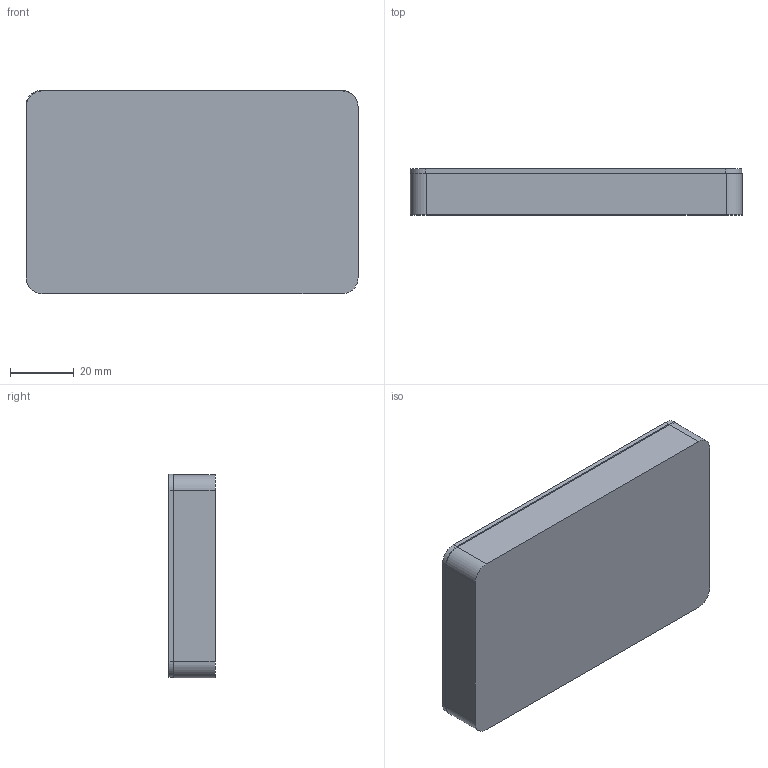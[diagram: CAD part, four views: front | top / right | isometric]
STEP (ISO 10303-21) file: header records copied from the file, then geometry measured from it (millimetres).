
FILE_DESCRIPTION(/* description */ (''),/* implementation_level */ '2;1');
FILE_NAME(/* name */ 'case.step',/* time_stamp */ '2025-06-26T11:28:48+01:00',/* author */ (''),/* organization */ (''),/* preprocessor_version */ 'ST-DEVELOPER v20.1',/* originating_system */ 'Autodesk Translation Framework v14.10.0.0',/* authorisation */ '');
FILE_SCHEMA (('AUTOMOTIVE_DESIGN { 1 0 10303 214 3 1 1 }'));
Length unit declared in the file: millimetre
Products named in the file (4): case; Case_1; Case pt2; Component1
Assembly tree (3 placements, depth 4):
  case
    Case_1
      Case pt2
        Component1
Bounding box: 104.46 x 14.5 x 64.11 mm (x, y, z)
Volume: 54575.3 mm3; surface area: 31009.3 mm2
Topology: 2 solids, 2 shells, 311 faces, 861 edges, 574 vertices
Faces by surface type: plane 142, bspline 129, cylinder 40
Full cylindrical faces by diameter (mm): 3.4 x8
Entity records: 11219 total; most frequent: CARTESIAN_POINT 3946, ORIENTED_EDGE 1722, DIRECTION 1061, EDGE_CURVE 861, VERTEX_POINT 574, LINE 523, VECTOR 523, EDGE_LOOP 351
